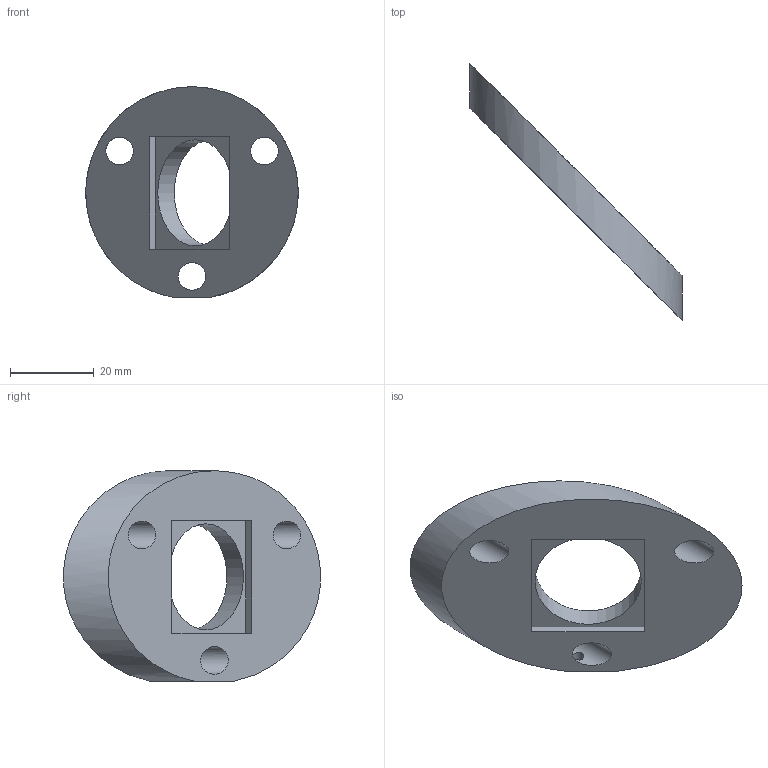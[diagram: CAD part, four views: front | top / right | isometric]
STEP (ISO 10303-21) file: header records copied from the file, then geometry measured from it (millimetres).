
FILE_DESCRIPTION(/* description */ (''),/* implementation_level */ '2;1');
FILE_NAME(/* name */ '45 mount.step',/* time_stamp */ '2020-10-16T09:58:22+02:00',/* author */ (''),/* organization */ (''),/* preprocessor_version */ 'ST-DEVELOPER v18.1',/* originating_system */ 'Autodesk Translation Framework v9.3.0.1241',/* authorisation */ '');
FILE_SCHEMA (('AUTOMOTIVE_DESIGN { 1 0 10303 214 3 1 1 }'));
Length unit declared in the file: millimetre
Products named in the file (1): 45 mount
Bounding box: 50.8 x 61.51 x 50.4 mm (x, y, z)
Volume: 16298.4 mm3; surface area: 7463.1 mm2
Topology: 1 solids, 1 shells, 14 faces, 34 edges, 23 vertices
Faces by surface type: plane 8, cylinder 6
Full cylindrical faces by diameter (mm): 3 x1, 6.6 x3, 25.4 x1
Entity records: 518 total; most frequent: CARTESIAN_POINT 106, DIRECTION 73, ORIENTED_EDGE 68, EDGE_CURVE 34, AXIS2_PLACEMENT_3D 26, EDGE_LOOP 25, VERTEX_POINT 23, LINE 21
